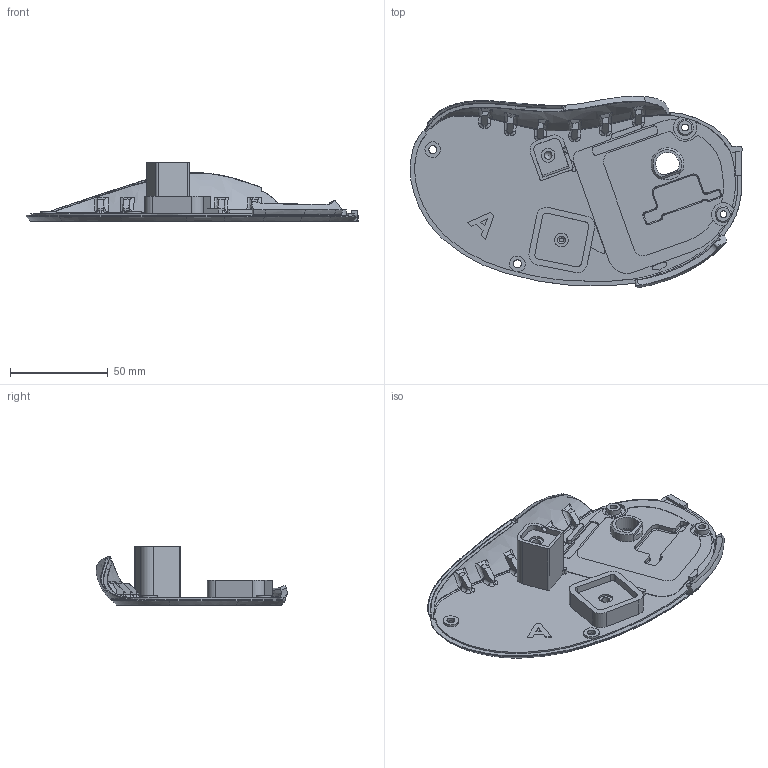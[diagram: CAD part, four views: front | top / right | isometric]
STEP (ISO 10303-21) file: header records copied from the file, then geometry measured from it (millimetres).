
FILE_DESCRIPTION(/* description */ ('This documentation describes Open Hardware and is licensed under the CERN OHL v. 1.2. You may redistribute and modify this documentation under the terms of the CERN OHL v.1.2. (http://ohwr.org/cernohl). This documentation is distributed WITHOUT ANY EXPRE','CAx-IF Rec.Pracs.---Representation and Presentation of Product Manufacturing Information (PMI)---4.0---2014-10-13'),/* implementation_level */ '2;1');
FILE_NAME(/* name */ 'Bottom.stp',/* time_stamp */ '2019-10-08T04:20:35-04:00',/* author */ (' '),/* organization */ ('PloopyCo'),/* preprocessor_version */ 'ST-DEVELOPER v18',/* originating_system */ ' ',/* authorisation */ 'Copyright PloopyCo 2019. Licensed under CERN OHL v. 1.2.');
FILE_SCHEMA (('AP242_MANAGED_MODEL_BASED_3D_ENGINEERING_MIM_LF { 1 0 10303 442 1 1 4 }'));
Products named in the file (1): Bottom
Bounding box: 169.98 x 98.22 x 30 mm (x, y, z)
Volume: 63847.2 mm3; surface area: 36623.4 mm2
Topology: 1 solids, 1 shells, 860 faces, 2402 edges, 1596 vertices
Faces by surface type: plane 350, bspline 329, cylinder 146, torus 29, cone 5, sphere 1
Full cylindrical faces by diameter (mm): 3.5 x2, 4 x2, 4.1 x2, 6 x2, 6.8 x2, 7 x4, 8 x2, 19.55 x4
Entity records: 84403 total; most frequent: CARTESIAN_POINT 64389, ORIENTED_EDGE 4796, DIRECTION 2978, EDGE_CURVE 2398, VERTEX_POINT 1595, LINE 1156, VECTOR 1156, EDGE_LOOP 923
